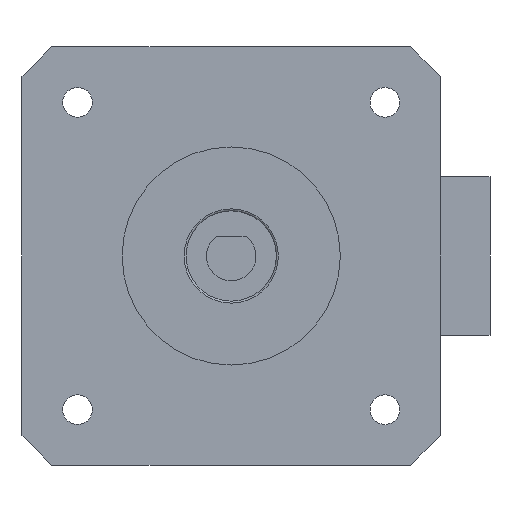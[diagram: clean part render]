
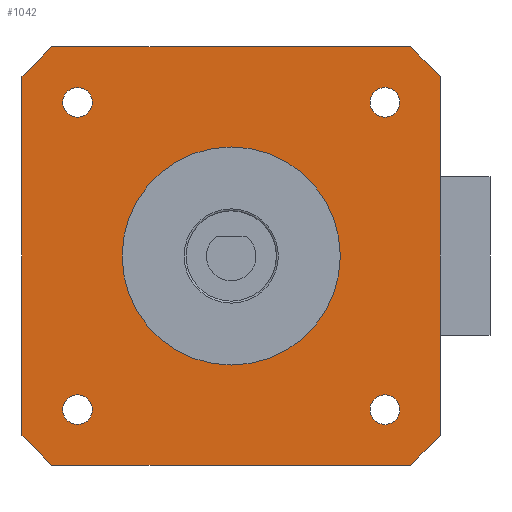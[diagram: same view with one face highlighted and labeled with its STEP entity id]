
A CAD part, front view. The second image highlights one B-rep face of the part: STEP entity #1042.
In plain terms, the highlighted planar face has unit normal (0, -1, 0).
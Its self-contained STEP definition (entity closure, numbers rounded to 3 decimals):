
#29=FACE_BOUND('',#245,.T.);
#30=FACE_BOUND('',#246,.T.);
#31=FACE_BOUND('',#247,.T.);
#32=FACE_BOUND('',#248,.T.);
#33=FACE_BOUND('',#249,.T.);
#58=CIRCLE('',#1135,1.5);
#59=CIRCLE('',#1137,1.5);
#60=CIRCLE('',#1139,1.5);
#61=CIRCLE('',#1141,1.5);
#63=CIRCLE('',#1147,11.);
#174=FACE_OUTER_BOUND('',#244,.T.);
#244=EDGE_LOOP('',(#909,#910,#911,#912,#913,#914,#915,#916));
#245=EDGE_LOOP('',(#917));
#246=EDGE_LOOP('',(#918));
#247=EDGE_LOOP('',(#919));
#248=EDGE_LOOP('',(#920));
#249=EDGE_LOOP('',(#921));
#294=LINE('',#1545,#397);
#323=LINE('',#1600,#426);
#331=LINE('',#1616,#434);
#339=LINE('',#1633,#442);
#356=LINE('',#1703,#459);
#357=LINE('',#1705,#460);
#358=LINE('',#1706,#461);
#359=LINE('',#1707,#462);
#397=VECTOR('',#1258,10.);
#426=VECTOR('',#1295,10.);
#434=VECTOR('',#1311,10.);
#442=VECTOR('',#1329,10.);
#459=VECTOR('',#1416,10.);
#460=VECTOR('',#1419,10.);
#461=VECTOR('',#1420,10.);
#462=VECTOR('',#1421,10.);
#501=VERTEX_POINT('',#1542);
#502=VERTEX_POINT('',#1544);
#523=VERTEX_POINT('',#1597);
#524=VERTEX_POINT('',#1599);
#527=VERTEX_POINT('',#1613);
#528=VERTEX_POINT('',#1615);
#531=VERTEX_POINT('',#1630);
#532=VERTEX_POINT('',#1632);
#544=VERTEX_POINT('',#1674);
#545=VERTEX_POINT('',#1678);
#546=VERTEX_POINT('',#1682);
#547=VERTEX_POINT('',#1686);
#550=VERTEX_POINT('',#1699);
#600=EDGE_CURVE('',#502,#501,#294,.T.);
#629=EDGE_CURVE('',#524,#523,#323,.T.);
#637=EDGE_CURVE('',#528,#527,#331,.T.);
#645=EDGE_CURVE('',#532,#531,#339,.T.);
#666=EDGE_CURVE('',#544,#544,#58,.T.);
#668=EDGE_CURVE('',#545,#545,#59,.T.);
#670=EDGE_CURVE('',#546,#546,#60,.T.);
#672=EDGE_CURVE('',#547,#547,#61,.T.);
#679=EDGE_CURVE('',#550,#550,#63,.T.);
#680=EDGE_CURVE('',#524,#501,#356,.T.);
#681=EDGE_CURVE('',#528,#523,#357,.T.);
#682=EDGE_CURVE('',#532,#527,#358,.T.);
#683=EDGE_CURVE('',#502,#531,#359,.T.);
#909=ORIENTED_EDGE('',*,*,#680,.F.);
#910=ORIENTED_EDGE('',*,*,#629,.T.);
#911=ORIENTED_EDGE('',*,*,#681,.F.);
#912=ORIENTED_EDGE('',*,*,#637,.T.);
#913=ORIENTED_EDGE('',*,*,#682,.F.);
#914=ORIENTED_EDGE('',*,*,#645,.T.);
#915=ORIENTED_EDGE('',*,*,#683,.F.);
#916=ORIENTED_EDGE('',*,*,#600,.T.);
#917=ORIENTED_EDGE('',*,*,#666,.T.);
#918=ORIENTED_EDGE('',*,*,#668,.T.);
#919=ORIENTED_EDGE('',*,*,#670,.T.);
#920=ORIENTED_EDGE('',*,*,#672,.T.);
#921=ORIENTED_EDGE('',*,*,#679,.T.);
#985=PLANE('',#1149);
#1042=ADVANCED_FACE('',(#174,#29,#30,#31,#32,#33),#985,.T.);
#1135=AXIS2_PLACEMENT_3D('',#1675,#1380,#1381);
#1137=AXIS2_PLACEMENT_3D('',#1679,#1385,#1386);
#1139=AXIS2_PLACEMENT_3D('',#1683,#1390,#1391);
#1141=AXIS2_PLACEMENT_3D('',#1687,#1395,#1396);
#1147=AXIS2_PLACEMENT_3D('',#1701,#1412,#1413);
#1149=AXIS2_PLACEMENT_3D('',#1704,#1417,#1418);
#1258=DIRECTION('',(-1.,0.,0.));
#1295=DIRECTION('',(0.,0.,-1.));
#1311=DIRECTION('',(1.,0.,0.));
#1329=DIRECTION('',(0.,0.,1.));
#1380=DIRECTION('center_axis',(0.,1.,0.));
#1381=DIRECTION('ref_axis',(1.,0.,0.));
#1385=DIRECTION('center_axis',(0.,1.,0.));
#1386=DIRECTION('ref_axis',(1.,0.,0.));
#1390=DIRECTION('center_axis',(0.,1.,0.));
#1391=DIRECTION('ref_axis',(1.,0.,0.));
#1395=DIRECTION('center_axis',(0.,1.,0.));
#1396=DIRECTION('ref_axis',(1.,0.,0.));
#1412=DIRECTION('center_axis',(0.,1.,0.));
#1413=DIRECTION('ref_axis',(1.,0.,0.));
#1416=DIRECTION('',(0.707,0.,0.707));
#1417=DIRECTION('center_axis',(0.,-1.,0.));
#1418=DIRECTION('ref_axis',(0.,0.,-1.));
#1419=DIRECTION('',(-0.707,0.,0.707));
#1420=DIRECTION('',(-0.707,0.,-0.707));
#1421=DIRECTION('',(0.707,0.,-0.707));
#1542=CARTESIAN_POINT('',(-18.1,-8.,21.1));
#1544=CARTESIAN_POINT('',(18.1,-8.,21.1));
#1545=CARTESIAN_POINT('',(21.1,-8.,21.1));
#1597=CARTESIAN_POINT('',(-21.1,-8.,-18.1));
#1599=CARTESIAN_POINT('',(-21.1,-8.,18.1));
#1600=CARTESIAN_POINT('',(-21.1,-8.,21.1));
#1613=CARTESIAN_POINT('',(18.1,-8.,-21.1));
#1615=CARTESIAN_POINT('',(-18.1,-8.,-21.1));
#1616=CARTESIAN_POINT('',(-21.1,-8.,-21.1));
#1630=CARTESIAN_POINT('',(21.1,-8.,18.1));
#1632=CARTESIAN_POINT('',(21.1,-8.,-18.1));
#1633=CARTESIAN_POINT('',(21.1,-8.,-21.1));
#1674=CARTESIAN_POINT('',(14.,-8.,15.5));
#1675=CARTESIAN_POINT('Origin',(15.5,-8.,15.5));
#1678=CARTESIAN_POINT('',(-17.,-8.,15.5));
#1679=CARTESIAN_POINT('Origin',(-15.5,-8.,15.5));
#1682=CARTESIAN_POINT('',(14.,-8.,-15.5));
#1683=CARTESIAN_POINT('Origin',(15.5,-8.,-15.5));
#1686=CARTESIAN_POINT('',(-17.,-8.,-15.5));
#1687=CARTESIAN_POINT('Origin',(-15.5,-8.,-15.5));
#1699=CARTESIAN_POINT('',(-11.,-8.,0.));
#1701=CARTESIAN_POINT('Origin',(0.,-8.,0.));
#1703=CARTESIAN_POINT('',(-19.6,-8.,19.6));
#1704=CARTESIAN_POINT('Origin',(0.,-8.,0.));
#1705=CARTESIAN_POINT('',(-19.6,-8.,-19.6));
#1706=CARTESIAN_POINT('',(19.6,-8.,-19.6));
#1707=CARTESIAN_POINT('',(19.6,-8.,19.6));
